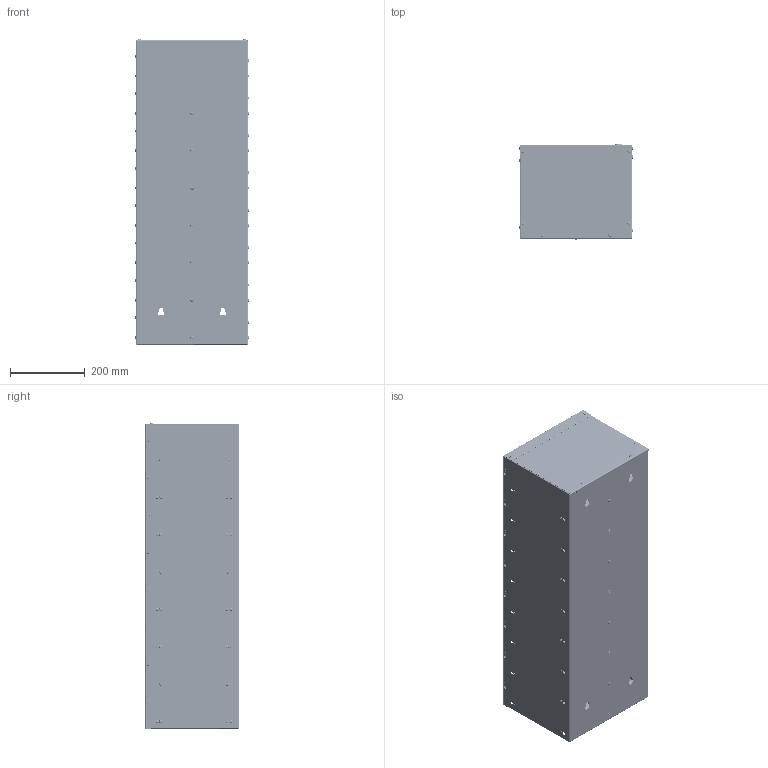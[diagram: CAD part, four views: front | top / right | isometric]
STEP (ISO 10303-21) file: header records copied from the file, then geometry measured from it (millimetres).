
FILE_DESCRIPTION(('FreeCAD Model'),'2;1');
FILE_NAME('Open CASCADE Shape Model','2025-04-26T00:51:06',('FreeCAD'),( 'FreeCAD'),'Open CASCADE STEP processor 7.6','FreeCAD','Unknown');
FILE_SCHEMA(('AUTOMOTIVE_DESIGN { 1 0 10303 214 1 1 1 1 }'));
Products named in the file (1): Open CASCADE STEP translator 7.6 1
Bounding box: 303.4 x 253.7 x 817.5 mm (x, y, z)
Volume: 1476790.2 mm3; surface area: 3606202.3 mm2
Topology: 179 solids, 195 shells, 5551 faces, 13335 edges, 8394 vertices
Faces by surface type: plane 2781, cylinder 1306, extrusion 972, bspline 200, torus 172, cone 96, sphere 16, revolution 8
Full cylindrical faces by diameter (mm): 2.459 x16, 2.55 x62, 3 x32, 3.2 x8, 3.5 x16, 4 x70, 4.086 x16, 4.1 x32, 4.2 x44, 4.4 x64, 4.5 x16, 4.6 x16, 4.9 x32, 5 x16, 5.6 x16, 6 x8, 7 x24, 7.7 x8, 8 x16, 8.7 x88, 9 x16, 11.8 x8, 18 x8, 19 x8, 21 x8, 24.5 x8
Entity records: 173050 total; most frequent: CARTESIAN_POINT 47774, ORIENTED_EDGE 26622, DIRECTION 22707, EDGE_CURVE 13319, VERTEX_POINT 8394, VECTOR 7915, AXIS2_PLACEMENT_3D 7392, LINE 6943
